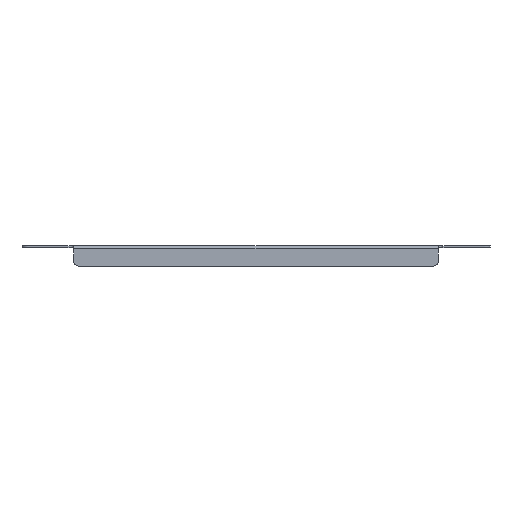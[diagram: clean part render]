
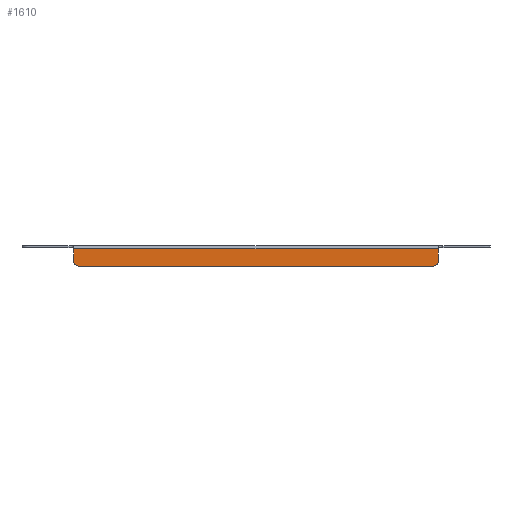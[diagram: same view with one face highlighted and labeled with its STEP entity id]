
A CAD part, front view. The second image highlights one B-rep face of the part: STEP entity #1610.
In plain terms, the highlighted planar face has unit normal (0, -1, 0).
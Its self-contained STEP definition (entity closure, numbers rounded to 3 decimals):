
#541=DIRECTION('',(-1.,0.,0.));
#542=VECTOR('',#541,197.9);
#543=CARTESIAN_POINT('',(98.95,-21.8,-0.5));
#544=LINE('',#543,#542);
#559=CARTESIAN_POINT('',(95.95,-21.8,-7.));
#560=DIRECTION('',(0.,-1.,0.));
#561=DIRECTION('',(0.,0.,-1.));
#562=AXIS2_PLACEMENT_3D('',#559,#560,#561);
#564=DIRECTION('',(1.,0.,0.));
#565=VECTOR('',#564,191.9);
#566=CARTESIAN_POINT('',(-95.95,-21.8,-10.));
#567=LINE('',#566,#565);
#568=CARTESIAN_POINT('',(-95.95,-21.8,-7.));
#569=DIRECTION('',(0.,-1.,0.));
#570=DIRECTION('',(-1.,0.,0.));
#571=AXIS2_PLACEMENT_3D('',#568,#569,#570);
#573=DIRECTION('',(0.,0.,-1.));
#574=VECTOR('',#573,6.5);
#575=CARTESIAN_POINT('',(-98.95,-21.8,-0.5));
#576=LINE('',#575,#574);
#577=DIRECTION('',(0.,0.,1.));
#578=VECTOR('',#577,6.5);
#579=CARTESIAN_POINT('',(98.95,-21.8,-7.));
#580=LINE('',#579,#578);
#673=CARTESIAN_POINT('',(98.95,-21.8,-0.5));
#674=CARTESIAN_POINT('',(-98.95,-21.8,-0.5));
#675=VERTEX_POINT('',#673);
#676=VERTEX_POINT('',#674);
#697=CARTESIAN_POINT('',(95.95,-21.8,-10.));
#698=CARTESIAN_POINT('',(98.95,-21.8,-7.));
#699=VERTEX_POINT('',#697);
#700=VERTEX_POINT('',#698);
#721=CARTESIAN_POINT('',(-98.95,-21.8,-7.));
#722=CARTESIAN_POINT('',(-95.95,-21.8,-10.));
#723=VERTEX_POINT('',#721);
#724=VERTEX_POINT('',#722);
#1592=CARTESIAN_POINT('',(-126.95,-21.8,1.));
#1593=DIRECTION('',(0.,-1.,0.));
#1594=DIRECTION('',(-1.,0.,0.));
#1595=AXIS2_PLACEMENT_3D('',#1592,#1593,#1594);
#1596=PLANE('',#1595);
#1598=ORIENTED_EDGE('',*,*,#1597,.F.);
#1600=ORIENTED_EDGE('',*,*,#1599,.F.);
#1602=ORIENTED_EDGE('',*,*,#1601,.F.);
#1604=ORIENTED_EDGE('',*,*,#1603,.F.);
#1605=ORIENTED_EDGE('',*,*,#1583,.F.);
#1607=ORIENTED_EDGE('',*,*,#1606,.F.);
#1608=EDGE_LOOP('',(#1598,#1600,#1602,#1604,#1605,#1607));
#1609=FACE_OUTER_BOUND('',#1608,.F.);
#563=CIRCLE('',#562,3.);
#572=CIRCLE('',#571,3.);
#1583=EDGE_CURVE('',#675,#676,#544,.T.);
#1597=EDGE_CURVE('',#699,#700,#563,.T.);
#1599=EDGE_CURVE('',#724,#699,#567,.T.);
#1601=EDGE_CURVE('',#723,#724,#572,.T.);
#1603=EDGE_CURVE('',#676,#723,#576,.T.);
#1606=EDGE_CURVE('',#700,#675,#580,.T.);
#1610=ADVANCED_FACE('',(#1609),#1596,.T.);
